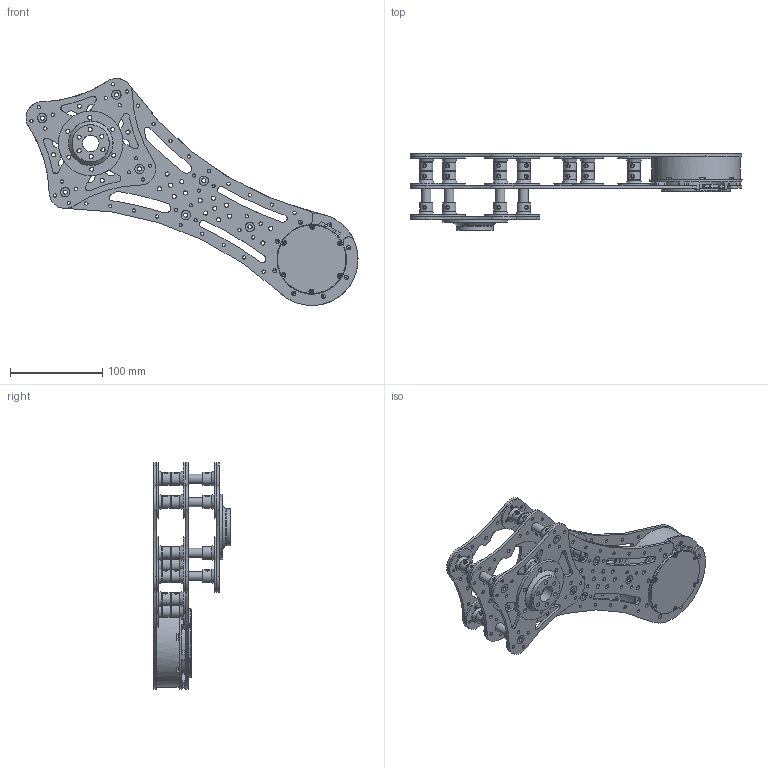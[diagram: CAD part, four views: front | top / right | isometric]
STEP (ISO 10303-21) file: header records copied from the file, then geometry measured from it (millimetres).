
FILE_DESCRIPTION(/* description */ (''),/* implementation_level */ '2;1');
FILE_NAME(/* name */ '2023.300.000 - Thigh.stp',/* time_stamp */ '2024-06-25T20:12:49+03:00',/* author */ (''),/* organization */ (''),/* preprocessor_version */ 'ST-DEVELOPER v16.7',/* originating_system */ 'SIEMENS PLM Software NX 12.0',/* authorisation */ '');
FILE_SCHEMA (('AUTOMOTIVE_DESIGN { 1 0 10303 214 3 1 1 1 }'));
Length unit declared in the file: millimetre
Products named in the file (1): user31946447na7v
Bounding box: 359.3 x 82.9 x 245.47 mm (x, y, z)
Volume: 460464.4 mm3; surface area: 262247.6 mm2
Topology: 34 solids, 37 shells, 1418 faces, 4274 edges, 3169 vertices
Faces by surface type: cylinder 772, plane 389, cone 155, torus 54, bspline 36, sphere 6, extrusion 6
Full cylindrical faces by diameter (mm): 3 x1, 3.242 x19, 3.5 x234, 4 x6, 4.5 x100, 8.4 x1, 10 x8, 10.1 x36, 14 x20, 18 x2, 35 x18, 40 x1, 60 x1, 70 x1, 75.5 x1, 76 x1, 96 x1, 100 x1
Entity records: 52006 total; most frequent: CARTESIAN_POINT 12660, DIRECTION 8428, ORIENTED_EDGE 6228, AXIS2_PLACEMENT_3D 3665, EDGE_CURVE 3114, EDGE_LOOP 2792, VERTEX_POINT 2396, CIRCLE 2287
